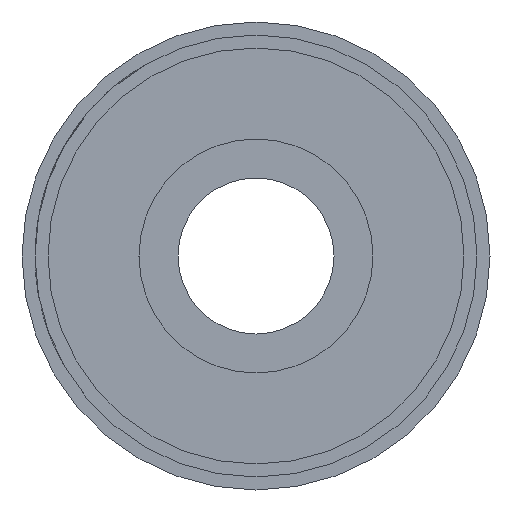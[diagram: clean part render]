
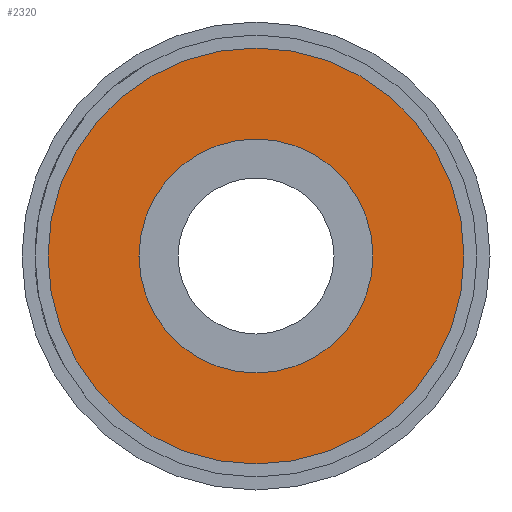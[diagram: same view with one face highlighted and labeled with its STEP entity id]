
A CAD part, left-side view. The second image highlights one B-rep face of the part: STEP entity #2320.
In plain terms, the highlighted planar face has unit normal (-1, 0, 0).
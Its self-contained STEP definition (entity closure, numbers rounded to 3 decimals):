
#471 = CIRCLE ( 'NONE', #2994, 4.5 ) ;
#922 = ORIENTED_EDGE ( 'NONE', *, *, #7766, .F. ) ;
#1027 = CARTESIAN_POINT ( 'NONE',  ( 0., 0., -4.5 ) ) ;
#1080 = CARTESIAN_POINT ( 'NONE',  ( 0., 0., 0. ) ) ;
#2289 = CARTESIAN_POINT ( 'NONE',  ( 0., 0., -8. ) ) ;
#2320 = ADVANCED_FACE ( 'NONE', ( #3873, #6262 ), #2612, .F. ) ;
#2342 = DIRECTION ( 'NONE',  ( 0., 0., 1. ) ) ;
#2612 = PLANE ( 'NONE',  #5732 ) ;
#2705 = DIRECTION ( 'NONE',  ( 0., 0., 1. ) ) ;
#2994 = AXIS2_PLACEMENT_3D ( 'NONE', #7523, #6308, #3293 ) ;
#3243 = CIRCLE ( 'NONE', #6863, 4.5 ) ;
#3286 = CARTESIAN_POINT ( 'NONE',  ( 0., 0., 0. ) ) ;
#3293 = DIRECTION ( 'NONE',  ( 0., 0., 1. ) ) ;
#3498 = EDGE_CURVE ( 'NONE', #7449, #3950, #4236, .T. ) ;
#3561 = DIRECTION ( 'NONE',  ( -1., 0., 0. ) ) ;
#3873 = FACE_BOUND ( 'NONE', #4128, .T. ) ;
#3910 = DIRECTION ( 'NONE',  ( 0., 0., -1. ) ) ;
#3950 = VERTEX_POINT ( 'NONE', #2289 ) ;
#3995 = AXIS2_PLACEMENT_3D ( 'NONE', #7042, #5247, #2342 ) ;
#4075 = CARTESIAN_POINT ( 'NONE',  ( 0., 0., 8. ) ) ;
#4128 = EDGE_LOOP ( 'NONE', ( #7036, #922 ) ) ;
#4236 = CIRCLE ( 'NONE', #7489, 8. ) ;
#5084 = DIRECTION ( 'NONE',  ( 1., 0., 0. ) ) ;
#5247 = DIRECTION ( 'NONE',  ( -1., 0., 0. ) ) ;
#5364 = CIRCLE ( 'NONE', #3995, 8. ) ;
#5466 = CARTESIAN_POINT ( 'NONE',  ( 0., 0., 4.5 ) ) ;
#5686 = CARTESIAN_POINT ( 'NONE',  ( 0., 0., 0. ) ) ;
#5732 = AXIS2_PLACEMENT_3D ( 'NONE', #3286, #5084, #3910 ) ;
#6047 = VERTEX_POINT ( 'NONE', #5466 ) ;
#6235 = DIRECTION ( 'NONE',  ( -1., 0., 0. ) ) ;
#6262 = FACE_OUTER_BOUND ( 'NONE', #6923, .T. ) ;
#6308 = DIRECTION ( 'NONE',  ( -1., 0., 0. ) ) ;
#6316 = VERTEX_POINT ( 'NONE', #1027 ) ;
#6800 = EDGE_CURVE ( 'NONE', #3950, #7449, #5364, .T. ) ;
#6863 = AXIS2_PLACEMENT_3D ( 'NONE', #1080, #3561, #7647 ) ;
#6923 = EDGE_LOOP ( 'NONE', ( #7411, #7254 ) ) ;
#7036 = ORIENTED_EDGE ( 'NONE', *, *, #7542, .F. ) ;
#7042 = CARTESIAN_POINT ( 'NONE',  ( 0., 0., 0. ) ) ;
#7254 = ORIENTED_EDGE ( 'NONE', *, *, #6800, .T. ) ;
#7411 = ORIENTED_EDGE ( 'NONE', *, *, #3498, .T. ) ;
#7449 = VERTEX_POINT ( 'NONE', #4075 ) ;
#7489 = AXIS2_PLACEMENT_3D ( 'NONE', #5686, #6235, #2705 ) ;
#7523 = CARTESIAN_POINT ( 'NONE',  ( 0., 0., 0. ) ) ;
#7542 = EDGE_CURVE ( 'NONE', #6047, #6316, #3243, .T. ) ;
#7647 = DIRECTION ( 'NONE',  ( 0., 0., 1. ) ) ;
#7766 = EDGE_CURVE ( 'NONE', #6316, #6047, #471, .T. ) ;
